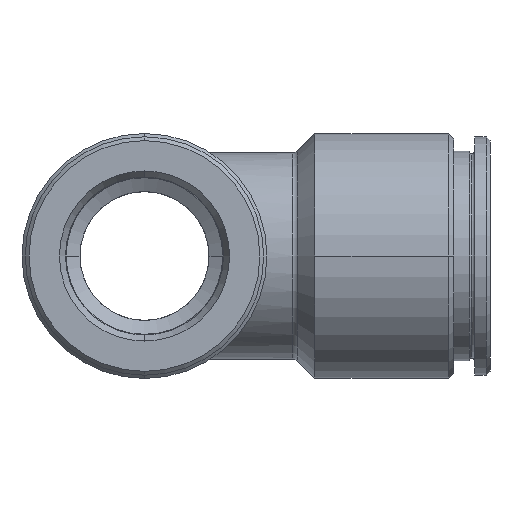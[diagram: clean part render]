
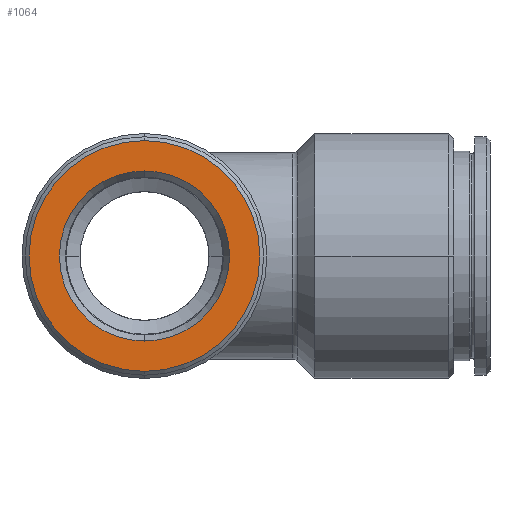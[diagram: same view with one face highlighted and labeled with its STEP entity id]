
A CAD part, left-side view. The second image highlights one B-rep face of the part: STEP entity #1064.
In plain terms, the highlighted planar face has unit normal (-1, 0, 0).
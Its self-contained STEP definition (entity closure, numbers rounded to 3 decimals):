
#77 = EDGE_CURVE ( 'NONE', #1702, #458, #2861, .T. ) ;
#123 = CARTESIAN_POINT ( 'NONE',  ( -26.803, 0., 0. ) ) ;
#187 = CARTESIAN_POINT ( 'NONE',  ( -26.803, 0., 6.6 ) ) ;
#225 = EDGE_CURVE ( 'NONE', #1318, #2746, #540, .T. ) ;
#324 = CARTESIAN_POINT ( 'NONE',  ( -26.803, 0., 0. ) ) ;
#366 = DIRECTION ( 'NONE',  ( 0., 0., -1. ) ) ;
#458 = VERTEX_POINT ( 'NONE', #717 ) ;
#540 = CIRCLE ( 'NONE', #1800, 6.6 ) ;
#559 = DIRECTION ( 'NONE',  ( 0., 0., 1. ) ) ;
#658 = DIRECTION ( 'NONE',  ( 0., 0., -1. ) ) ;
#717 = CARTESIAN_POINT ( 'NONE',  ( -26.803, 0., 8.95 ) ) ;
#741 = AXIS2_PLACEMENT_3D ( 'NONE', #864, #2704, #559 ) ;
#768 = ORIENTED_EDGE ( 'NONE', *, *, #2534, .T. ) ;
#820 = ORIENTED_EDGE ( 'NONE', *, *, #225, .T. ) ;
#864 = CARTESIAN_POINT ( 'NONE',  ( -26.803, 8.95, 0. ) ) ;
#921 = CIRCLE ( 'NONE', #1401, 8.95 ) ;
#962 = DIRECTION ( 'NONE',  ( 0., 0., -1. ) ) ;
#1064 = ADVANCED_FACE ( 'NONE', ( #2749, #2594 ), #2716, .T. ) ;
#1168 = ORIENTED_EDGE ( 'NONE', *, *, #77, .F. ) ;
#1290 = DIRECTION ( 'NONE',  ( 0., 0., -1. ) ) ;
#1318 = VERTEX_POINT ( 'NONE', #1851 ) ;
#1382 = CARTESIAN_POINT ( 'NONE',  ( -26.803, 0., 0. ) ) ;
#1385 = ORIENTED_EDGE ( 'NONE', *, *, #2931, .F. ) ;
#1401 = AXIS2_PLACEMENT_3D ( 'NONE', #1853, #2061, #658 ) ;
#1561 = DIRECTION ( 'NONE',  ( 1., 0., 0. ) ) ;
#1614 = DIRECTION ( 'NONE',  ( 1., 0., 0. ) ) ;
#1702 = VERTEX_POINT ( 'NONE', #2425 ) ;
#1800 = AXIS2_PLACEMENT_3D ( 'NONE', #123, #1561, #366 ) ;
#1851 = CARTESIAN_POINT ( 'NONE',  ( -26.803, 0., -6.6 ) ) ;
#1853 = CARTESIAN_POINT ( 'NONE',  ( -26.803, 0., 0. ) ) ;
#2016 = AXIS2_PLACEMENT_3D ( 'NONE', #324, #2446, #1290 ) ;
#2061 = DIRECTION ( 'NONE',  ( 1., 0., 0. ) ) ;
#2175 = EDGE_LOOP ( 'NONE', ( #768, #820 ) ) ;
#2337 = EDGE_LOOP ( 'NONE', ( #1168, #1385 ) ) ;
#2425 = CARTESIAN_POINT ( 'NONE',  ( -26.803, 0., -8.95 ) ) ;
#2446 = DIRECTION ( 'NONE',  ( 1., 0., 0. ) ) ;
#2490 = AXIS2_PLACEMENT_3D ( 'NONE', #1382, #1614, #962 ) ;
#2534 = EDGE_CURVE ( 'NONE', #2746, #1318, #2662, .T. ) ;
#2594 = FACE_OUTER_BOUND ( 'NONE', #2337, .T. ) ;
#2662 = CIRCLE ( 'NONE', #2490, 6.6 ) ;
#2704 = DIRECTION ( 'NONE',  ( -1., 0., 0. ) ) ;
#2716 = PLANE ( 'NONE',  #741 ) ;
#2746 = VERTEX_POINT ( 'NONE', #187 ) ;
#2749 = FACE_BOUND ( 'NONE', #2175, .T. ) ;
#2861 = CIRCLE ( 'NONE', #2016, 8.95 ) ;
#2931 = EDGE_CURVE ( 'NONE', #458, #1702, #921, .T. ) ;
